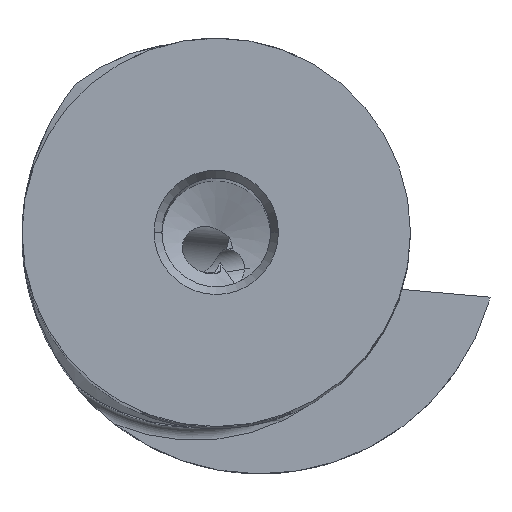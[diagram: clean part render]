
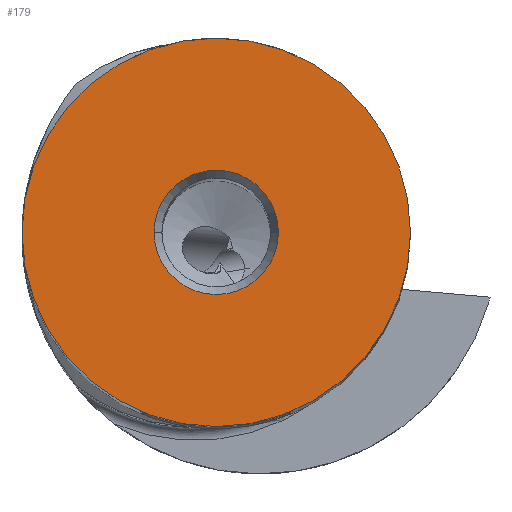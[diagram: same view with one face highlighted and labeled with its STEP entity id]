
A CAD part, top view. The second image highlights one B-rep face of the part: STEP entity #179.
In plain terms, the highlighted planar face has unit normal (0, 0, 1).
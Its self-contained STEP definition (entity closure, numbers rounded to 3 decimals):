
#67=FACE_BOUND('',#332,.T.);
#68=FACE_BOUND('',#333,.T.);
#80=PLANE('',#1387);
#179=ADVANCED_FACE('',(#67,#68),#80,.T.);
#332=EDGE_LOOP('',(#705,#706));
#333=EDGE_LOOP('',(#707,#708));
#705=ORIENTED_EDGE('',*,*,#1138,.F.);
#706=ORIENTED_EDGE('',*,*,#1145,.F.);
#707=ORIENTED_EDGE('',*,*,#1150,.F.);
#708=ORIENTED_EDGE('',*,*,#1151,.F.);
#985=VERTEX_POINT('',#2687);
#986=VERTEX_POINT('',#2688);
#995=VERTEX_POINT('',#2711);
#996=VERTEX_POINT('',#2712);
#1138=EDGE_CURVE('',#985,#986,#1270,.T.);
#1145=EDGE_CURVE('',#986,#985,#1271,.T.);
#1150=EDGE_CURVE('',#995,#996,#1272,.T.);
#1151=EDGE_CURVE('',#996,#995,#1273,.T.);
#1270=CIRCLE('',#1377,12.5);
#1271=CIRCLE('',#1381,12.5);
#1272=CIRCLE('',#1385,4.);
#1273=CIRCLE('',#1386,4.);
#1377=AXIS2_PLACEMENT_3D('',#2686,#1605,#1606);
#1381=AXIS2_PLACEMENT_3D('',#2700,#1617,#1618);
#1385=AXIS2_PLACEMENT_3D('',#2710,#1627,#1628);
#1386=AXIS2_PLACEMENT_3D('',#2713,#1629,#1630);
#1387=AXIS2_PLACEMENT_3D('',#2714,#1631,#1632);
#1605=DIRECTION('',(0.,0.,-1.));
#1606=DIRECTION('',(1.,0.,0.));
#1617=DIRECTION('',(0.,0.,-1.));
#1618=DIRECTION('',(-1.,0.,0.));
#1627=DIRECTION('',(0.,0.,1.));
#1628=DIRECTION('',(1.,0.,0.));
#1629=DIRECTION('',(0.,0.,1.));
#1630=DIRECTION('',(-1.,0.,0.));
#1631=DIRECTION('',(0.,0.,1.));
#1632=DIRECTION('',(-1.,0.,0.));
#2686=CARTESIAN_POINT('',(0.,0.,0.));
#2687=CARTESIAN_POINT('',(12.5,0.,0.));
#2688=CARTESIAN_POINT('',(-12.5,0.,0.));
#2700=CARTESIAN_POINT('',(0.,0.,0.));
#2710=CARTESIAN_POINT('',(0.,0.,0.));
#2711=CARTESIAN_POINT('',(4.,0.,0.));
#2712=CARTESIAN_POINT('',(-4.,0.,0.));
#2713=CARTESIAN_POINT('',(0.,0.,0.));
#2714=CARTESIAN_POINT('',(0.,0.,0.));
